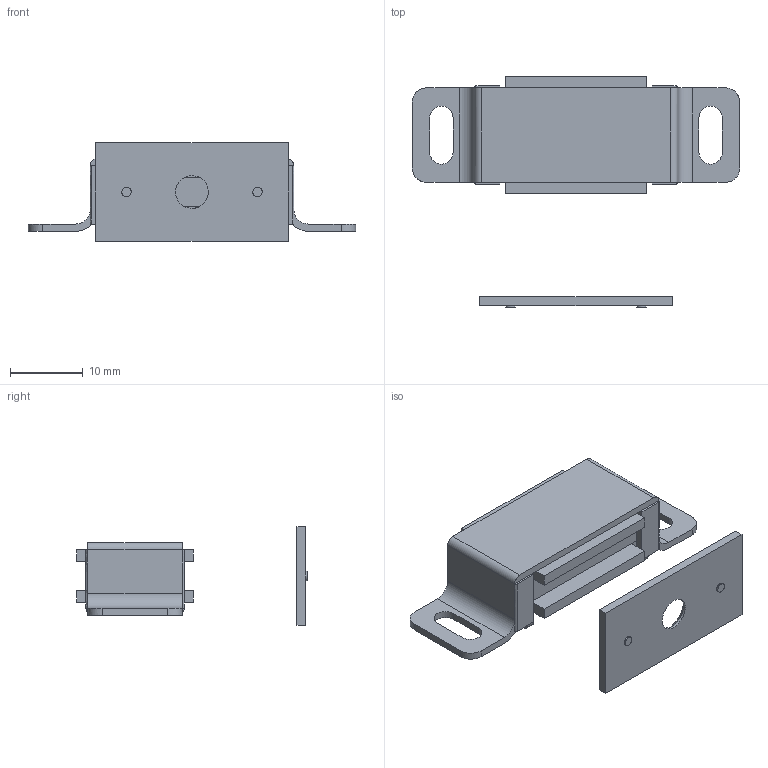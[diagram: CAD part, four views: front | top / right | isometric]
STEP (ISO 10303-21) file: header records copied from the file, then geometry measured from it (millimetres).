
FILE_DESCRIPTION((''),'2;1');
FILE_NAME('','2005-07-15T14:21:37',(''),(''),'','CADfix','');
FILE_SCHEMA(('AUTOMOTIVE_DESIGN'));
Length unit declared in the file: millimetre
Products named in the file (5): attachment; magnet; keeper; housing; TL_148_15921_36
Assembly tree (5 placements, depth 2):
  TL_148_15921_36
    attachment  x2
    magnet
    keeper
    housing
Bounding box: 45 x 31.65 x 13.5 mm (x, y, z)
Volume: 3530.6 mm3; surface area: 5261.9 mm2
Topology: 5 solids, 5 shells, 136 faces, 363 edges, 241 vertices
Faces by surface type: bspline 136
Entity records: 3745 total; most frequent: CARTESIAN_POINT 1693, ORIENTED_EDGE 654, EDGE_CURVE 327, QUASI_UNIFORM_CURVE 234, VERTEX_POINT 217, EDGE_LOOP 132, FACE_OUTER_BOUND 122, ADVANCED_FACE 122
